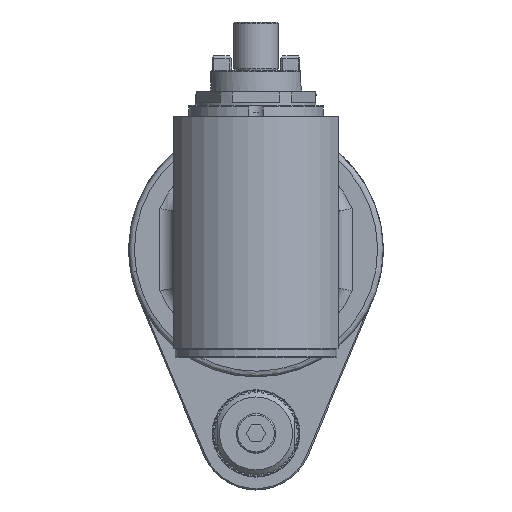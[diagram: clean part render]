
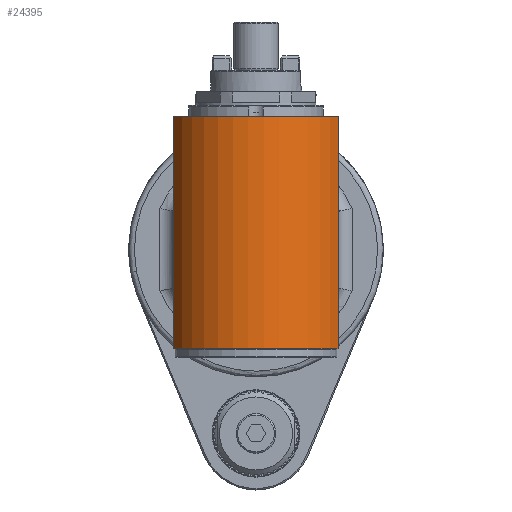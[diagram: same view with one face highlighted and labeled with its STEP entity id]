
A CAD part, front view. The second image highlights one B-rep face of the part: STEP entity #24395.
In plain terms, the highlighted cylindrical face has radius 32 mm (diameter 64 mm), a partial arc.
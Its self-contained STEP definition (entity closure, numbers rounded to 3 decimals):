
#1497=CIRCLE('',#26354,32.);
#1507=CIRCLE('',#26373,32.);
#2076=CYLINDRICAL_SURFACE('',#26378,32.);
#2730=FACE_OUTER_BOUND('',#4188,.T.);
#4188=EDGE_LOOP('',(#18865,#18866,#18867,#18868));
#6107=LINE('',#41486,#8375);
#6108=LINE('',#41488,#8376);
#8375=VECTOR('',#30755,82.);
#8376=VECTOR('',#30758,82.);
#10801=VERTEX_POINT('',#40940);
#10802=VERTEX_POINT('',#40942);
#10823=VERTEX_POINT('',#41470);
#10824=VERTEX_POINT('',#41472);
#13713=EDGE_CURVE('',#10802,#10801,#1497,.T.);
#13744=EDGE_CURVE('',#10823,#10824,#1507,.T.);
#13751=EDGE_CURVE('',#10801,#10824,#6107,.T.);
#13752=EDGE_CURVE('',#10802,#10823,#6108,.T.);
#18865=ORIENTED_EDGE('',*,*,#13713,.T.);
#18866=ORIENTED_EDGE('',*,*,#13751,.T.);
#18867=ORIENTED_EDGE('',*,*,#13744,.F.);
#18868=ORIENTED_EDGE('',*,*,#13752,.F.);
#24395=ADVANCED_FACE('',(#2730),#2076,.T.);
#26354=AXIS2_PLACEMENT_3D('',#40943,#30684,#30685);
#26373=AXIS2_PLACEMENT_3D('',#41473,#30740,#30741);
#26378=AXIS2_PLACEMENT_3D('',#41487,#30756,#30757);
#30684=DIRECTION('center_axis',(0.,0.,1.));
#30685=DIRECTION('ref_axis',(-0.906,-0.423,0.));
#30740=DIRECTION('center_axis',(0.,0.,1.));
#30741=DIRECTION('ref_axis',(-0.906,-0.423,0.));
#30755=DIRECTION('',(0.,0.,1.));
#30756=DIRECTION('center_axis',(0.,0.,1.));
#30757=DIRECTION('ref_axis',(-1.,0.,0.));
#30758=DIRECTION('',(0.,0.,1.));
#40940=CARTESIAN_POINT('',(29.,-117.528,-35.));
#40942=CARTESIAN_POINT('',(-29.,-117.528,-35.));
#40943=CARTESIAN_POINT('Origin',(0.,-104.,-35.));
#41470=CARTESIAN_POINT('',(-29.,-117.528,47.));
#41472=CARTESIAN_POINT('',(29.,-117.528,47.));
#41473=CARTESIAN_POINT('Origin',(0.,-104.,47.));
#41486=CARTESIAN_POINT('',(29.,-117.528,-35.));
#41487=CARTESIAN_POINT('Origin',(0.,-104.,-55.));
#41488=CARTESIAN_POINT('',(-29.,-117.528,-35.));
